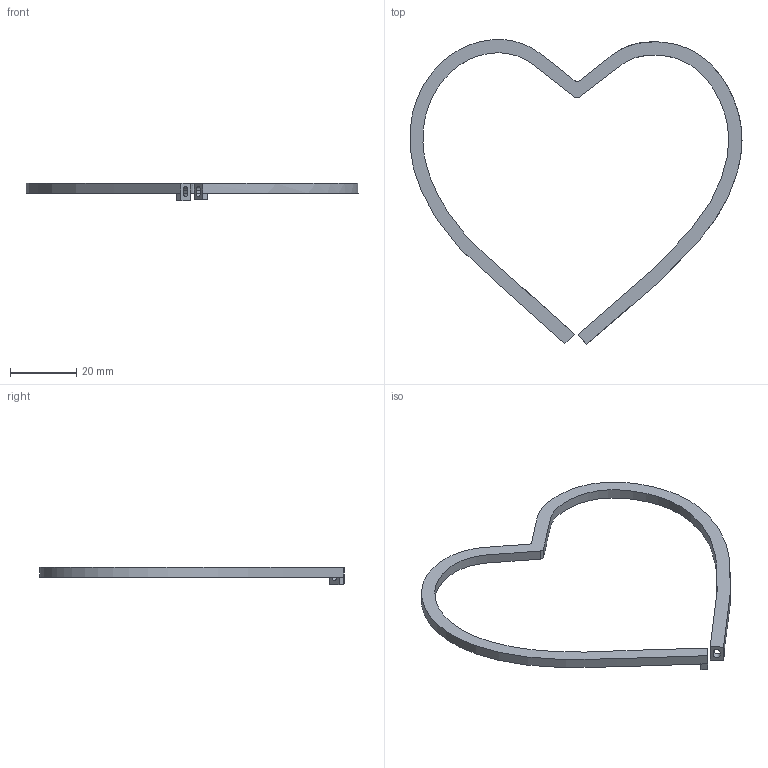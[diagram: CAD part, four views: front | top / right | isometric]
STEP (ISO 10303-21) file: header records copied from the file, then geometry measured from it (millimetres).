
FILE_DESCRIPTION(/* description */ (''),/* implementation_level */ '2;1');
FILE_NAME(/* name */ 'Noods-heart v7.step',/* time_stamp */ '2024-11-14T23:28:17Z',/* author */ (''),/* organization */ (''),/* preprocessor_version */ 'ST-DEVELOPER v20',/* originating_system */ 'Autodesk Translation Framework v13.20.0.188',/* authorisation */ '');
FILE_SCHEMA (('AUTOMOTIVE_DESIGN { 1 0 10303 214 3 1 1 }'));
Length unit declared in the file: millimetre
Products named in the file (1): Noods-heart
Bounding box: 99.98 x 91.84 x 5.2 mm (x, y, z)
Volume: 2354.7 mm3; surface area: 5114 mm2
Topology: 1 solids, 1 shells, 34 faces, 86 edges, 52 vertices
Faces by surface type: plane 17, bspline 15, cylinder 2
Entity records: 3083 total; most frequent: CARTESIAN_POINT 2359, ORIENTED_EDGE 172, DIRECTION 92, EDGE_CURVE 86, VERTEX_POINT 52, LINE 40, VECTOR 40, EDGE_LOOP 36
